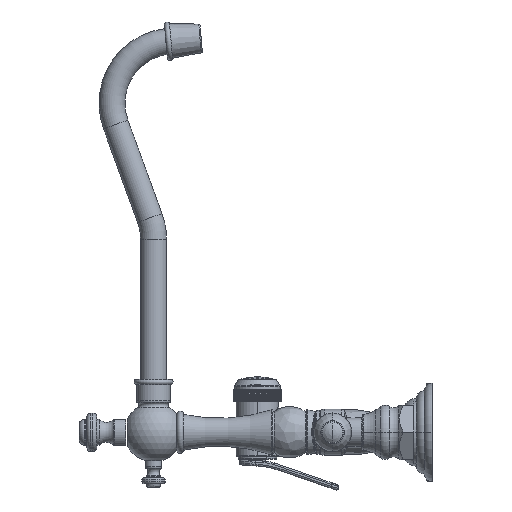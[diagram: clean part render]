
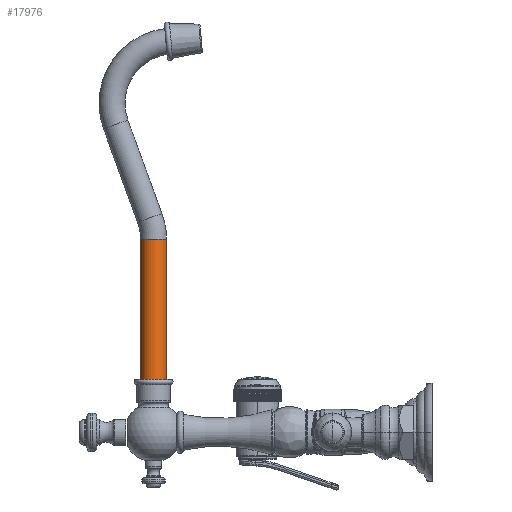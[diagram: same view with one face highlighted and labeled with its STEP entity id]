
A CAD part, left-side view. The second image highlights one B-rep face of the part: STEP entity #17976.
In plain terms, the highlighted cylindrical face has radius 7.938 mm (diameter 15.875 mm), a partial arc.
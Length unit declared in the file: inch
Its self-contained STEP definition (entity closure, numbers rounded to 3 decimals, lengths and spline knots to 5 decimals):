
#16234=CARTESIAN_POINT('',(0.,6.70775,4.64949));
#16235=DIRECTION('',(0.,0.,1.));
#16236=DIRECTION('',(0.,1.,0.));
#16237=AXIS2_PLACEMENT_3D('',#16234,#16235,#16236);
#16250=DIRECTION('',(0.,0.,1.));
#16251=VECTOR('',#16250,3.375);
#16252=CARTESIAN_POINT('',(0.,7.02025,1.27449));
#16253=LINE('',#16252,#16251);
#16265=CARTESIAN_POINT('',(0.,6.70775,1.27449));
#16266=DIRECTION('',(0.,0.,1.));
#16267=DIRECTION('',(0.,1.,0.));
#16268=AXIS2_PLACEMENT_3D('',#16265,#16266,#16267);
#17441=DIRECTION('',(0.,0.,1.));
#17442=VECTOR('',#17441,3.375);
#17443=CARTESIAN_POINT('',(0.,6.39525,1.27449));
#17444=LINE('',#17443,#17442);
#17864=CARTESIAN_POINT('',(0.,6.39525,4.64949));
#17865=CARTESIAN_POINT('',(0.,7.02025,4.64949));
#17866=VERTEX_POINT('',#17864);
#17867=VERTEX_POINT('',#17865);
#17876=CARTESIAN_POINT('',(0.,6.39525,1.27449));
#17877=CARTESIAN_POINT('',(0.,7.02025,1.27449));
#17878=VERTEX_POINT('',#17876);
#17879=VERTEX_POINT('',#17877);
#17962=CARTESIAN_POINT('',(0.,6.70775,0.89949));
#17963=DIRECTION('',(0.,0.,1.));
#17964=DIRECTION('',(0.,-1.,0.));
#17965=AXIS2_PLACEMENT_3D('',#17962,#17963,#17964);
#17966=CYLINDRICAL_SURFACE('',#17965,0.3125);
#17968=ORIENTED_EDGE('',*,*,#17967,.F.);
#17970=ORIENTED_EDGE('',*,*,#17969,.T.);
#17971=ORIENTED_EDGE('',*,*,#17951,.T.);
#17973=ORIENTED_EDGE('',*,*,#17972,.F.);
#17974=EDGE_LOOP('',(#17968,#17970,#17971,#17973));
#17975=FACE_OUTER_BOUND('',#17974,.F.);
#16238=CIRCLE('',#16237,0.3125);
#16269=CIRCLE('',#16268,0.3125);
#17951=EDGE_CURVE('',#17867,#17866,#16238,.T.);
#17967=EDGE_CURVE('',#17879,#17878,#16269,.T.);
#17969=EDGE_CURVE('',#17879,#17867,#16253,.T.);
#17972=EDGE_CURVE('',#17878,#17866,#17444,.T.);
#17976=ADVANCED_FACE('',(#17975),#17966,.T.);
